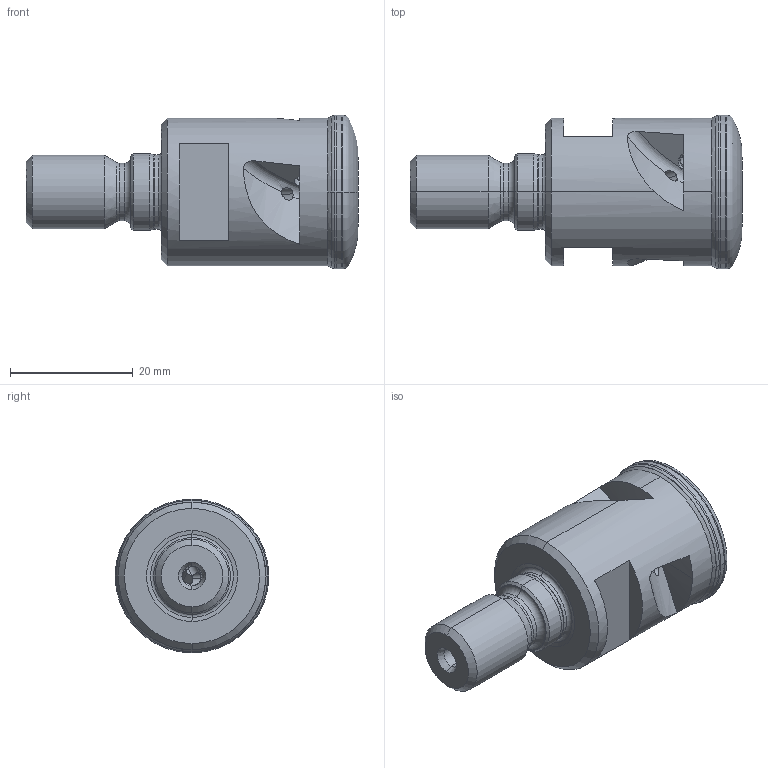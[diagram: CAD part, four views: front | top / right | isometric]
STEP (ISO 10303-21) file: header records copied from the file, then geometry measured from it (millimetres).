
FILE_DESCRIPTION (( 'STEP AP214' ), '1' );
FILE_NAME ('ESF-25-M12-540-3.STEP', '2011-11-21T13:23:16', ( '' ), ( '' ), 'SwSTEP 2.0', 'SolidWorks 2010', '' );
FILE_SCHEMA (( 'AUTOMOTIVE_DESIGN' ));
Length unit declared in the file: millimetre
Products named in the file (1): ESF-25-M12-540-3
Bounding box: 53.99 x 25 x 25 mm (x, y, z)
Volume: 14877 mm3; surface area: 4995.3 mm2
Topology: 1 solids, 1 shells, 113 faces, 275 edges, 166 vertices
Faces by surface type: cone 36, cylinder 29, torus 25, plane 23
Entity records: 3707 total; most frequent: CARTESIAN_POINT 1036, DIRECTION 567, ORIENTED_EDGE 550, EDGE_CURVE 275, AXIS2_PLACEMENT_3D 254, VERTEX_POINT 166, CIRCLE 140, EDGE_LOOP 121
